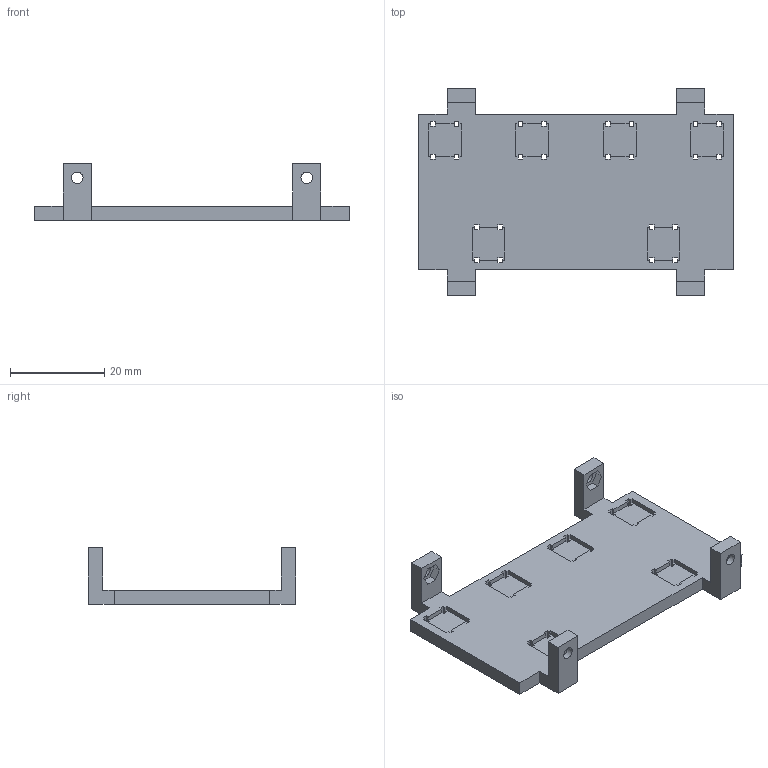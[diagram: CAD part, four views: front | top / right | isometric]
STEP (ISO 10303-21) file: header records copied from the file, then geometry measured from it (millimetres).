
FILE_DESCRIPTION(/* description */ (''),/* implementation_level */ '2;1');
FILE_NAME(/* name */ 'SwitchSupport.step',/* time_stamp */ '2020-12-19T10:24:04+01:00',/* author */ (''),/* organization */ (''),/* preprocessor_version */ 'ST-DEVELOPER v18.1',/* originating_system */ 'Autodesk Translation Framework v9.7.0.1280',/* authorisation */ '');
FILE_SCHEMA (('AUTOMOTIVE_DESIGN { 1 0 10303 214 3 1 1 }'));
Length unit declared in the file: millimetre
Products named in the file (1): SwitchSupport
Bounding box: 66.8 x 44 x 12 mm (x, y, z)
Volume: 7187 mm3; surface area: 6481 mm2
Topology: 1 solids, 1 shells, 212 faces, 672 edges, 448 vertices
Faces by surface type: plane 208, cylinder 4
Full cylindrical faces by diameter (mm): 2.5 x4
Entity records: 7436 total; most frequent: ORIENTED_EDGE 1344, CARTESIAN_POINT 1333, DIRECTION 1106, EDGE_CURVE 672, LINE 664, VECTOR 664, VERTEX_POINT 448, EDGE_LOOP 254
